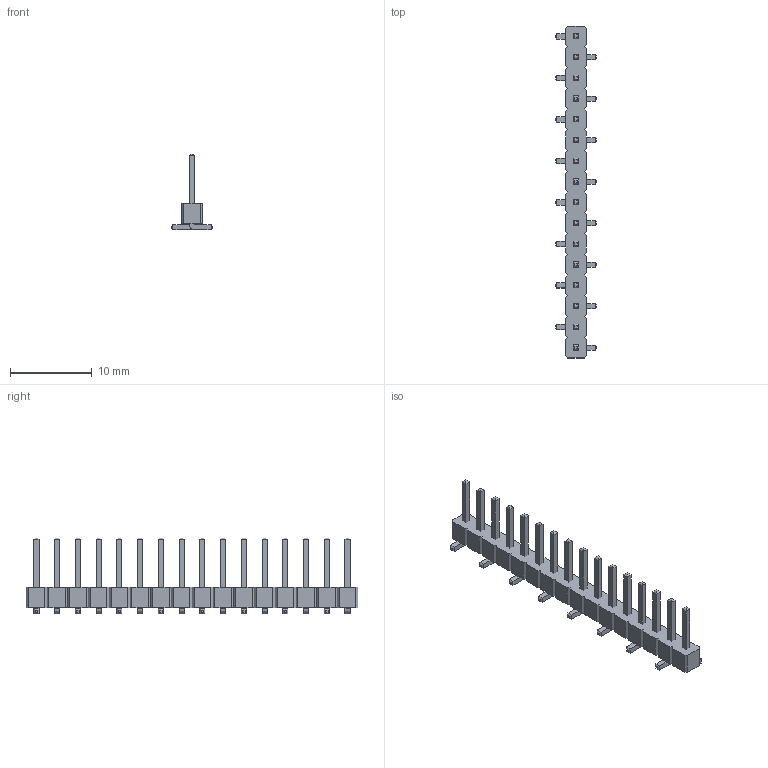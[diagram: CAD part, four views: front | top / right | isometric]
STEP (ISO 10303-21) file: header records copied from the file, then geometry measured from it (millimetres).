
FILE_DESCRIPTION(/* description */ ('model of PinHeader_1x16_P2.54mm_Vertical_SMD_Pin1Left'),/* implementation_level */ '2;1');
FILE_NAME(/* name */ 'PinHeader_1x16_P2.54mm_Vertical_SMD_Pin1Left.step',/* time_stamp */ '2018-01-24T12:46:50',/* author */ ('kicad StepUp','ksu'),/* organization */ ('FreeCAD'),/* preprocessor_version */ 'OCC',/* originating_system */ 'kicad StepUp',/* authorisation */ '');
FILE_SCHEMA(('AUTOMOTIVE_DESIGN { 1 0 10303 214 1 1 1 1 }'));
Length unit declared in the file: millimetre
Products named in the file (2): PinHeader_1x16_P254mm_Vertical_SMD_Pin1Left; Shape0_960616886157
Bounding box: 5 x 40.64 x 9.3 mm (x, y, z)
Volume: 330.4 mm3; surface area: 904.9 mm2
Topology: 17 solids, 17 shells, 372 faces, 886 edges, 548 vertices
Faces by surface type: plane 356, cylinder 16
Entity records: 6773 total; most frequent: ORIENTED_EDGE 1370, CARTESIAN_POINT 1047, EDGE_CURVE 886, LINE 854, VERTEX_POINT 548, AXIS2_PLACEMENT_3D 397, ADVANCED_FACE 372, FACE_BOUND 372
